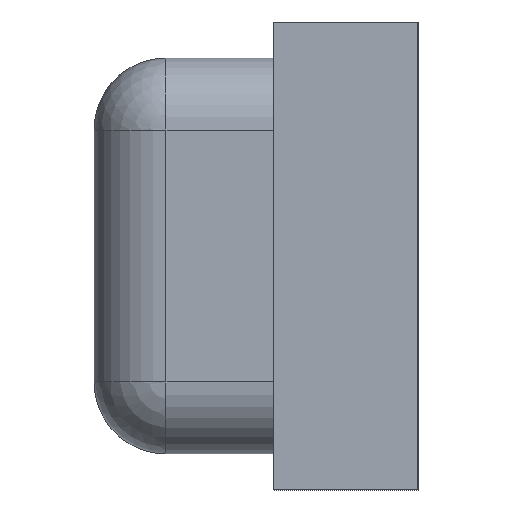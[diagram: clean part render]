
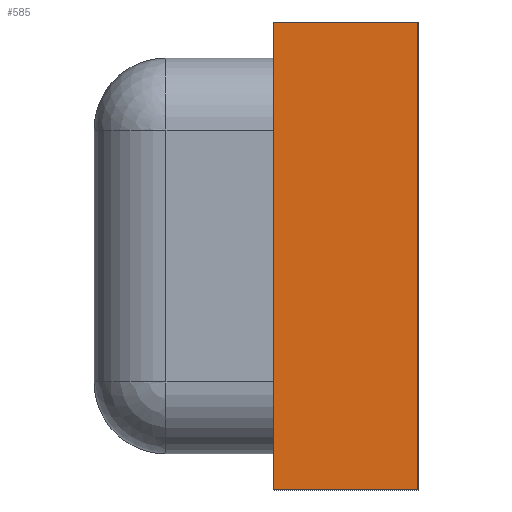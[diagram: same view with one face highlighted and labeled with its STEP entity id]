
A CAD part, left-side view. The second image highlights one B-rep face of the part: STEP entity #585.
In plain terms, the highlighted planar face has unit normal (-1, 0, 0).
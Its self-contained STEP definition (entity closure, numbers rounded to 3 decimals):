
#66 = EDGE_CURVE ( 'NONE', #1372, #635, #609, .T. ) ;
#82 = CARTESIAN_POINT ( 'NONE',  ( -1.6, -0.4, 0.65 ) ) ;
#137 = DIRECTION ( 'NONE',  ( 0., 1., 0. ) ) ;
#146 = VECTOR ( 'NONE', #558, 1000. ) ;
#223 = CARTESIAN_POINT ( 'NONE',  ( -1.6, -0.4, -0.65 ) ) ;
#299 = EDGE_CURVE ( 'NONE', #635, #848, #420, .T. ) ;
#387 = LINE ( 'NONE', #1428, #595 ) ;
#420 = LINE ( 'NONE', #1088, #1168 ) ;
#447 = EDGE_CURVE ( 'NONE', #1372, #772, #475, .T. ) ;
#475 = LINE ( 'NONE', #223, #146 ) ;
#554 = EDGE_CURVE ( 'NONE', #772, #848, #387, .T. ) ;
#557 = VECTOR ( 'NONE', #596, 1000. ) ;
#558 = DIRECTION ( 'NONE',  ( 0., 1., 0. ) ) ;
#585 = ADVANCED_FACE ( 'NONE', ( #604 ), #590, .T. ) ;
#590 = PLANE ( 'NONE',  #1284 ) ;
#595 = VECTOR ( 'NONE', #1195, 1000. ) ;
#596 = DIRECTION ( 'NONE',  ( 0., 0., 1. ) ) ;
#597 = CARTESIAN_POINT ( 'NONE',  ( -1.6, -0.4, -0.65 ) ) ;
#604 = FACE_OUTER_BOUND ( 'NONE', #636, .T. ) ;
#609 = LINE ( 'NONE', #597, #557 ) ;
#634 = ORIENTED_EDGE ( 'NONE', *, *, #554, .F. ) ;
#635 = VERTEX_POINT ( 'NONE', #82 ) ;
#636 = EDGE_LOOP ( 'NONE', ( #634, #1219, #1185, #1042 ) ) ;
#667 = CARTESIAN_POINT ( 'NONE',  ( -1.6, -0.4, -0.65 ) ) ;
#772 = VERTEX_POINT ( 'NONE', #1426 ) ;
#848 = VERTEX_POINT ( 'NONE', #1098 ) ;
#858 = DIRECTION ( 'NONE',  ( -1., 0., 0. ) ) ;
#1042 = ORIENTED_EDGE ( 'NONE', *, *, #299, .T. ) ;
#1051 = DIRECTION ( 'NONE',  ( 0., 0., 1. ) ) ;
#1088 = CARTESIAN_POINT ( 'NONE',  ( -1.6, -0.4, 0.65 ) ) ;
#1098 = CARTESIAN_POINT ( 'NONE',  ( -1.6, 0., 0.65 ) ) ;
#1168 = VECTOR ( 'NONE', #137, 1000. ) ;
#1185 = ORIENTED_EDGE ( 'NONE', *, *, #66, .T. ) ;
#1195 = DIRECTION ( 'NONE',  ( 0., 0., 1. ) ) ;
#1219 = ORIENTED_EDGE ( 'NONE', *, *, #447, .F. ) ;
#1284 = AXIS2_PLACEMENT_3D ( 'NONE', #1307, #858, #1051 ) ;
#1307 = CARTESIAN_POINT ( 'NONE',  ( -1.6, -0.4, -0.65 ) ) ;
#1372 = VERTEX_POINT ( 'NONE', #667 ) ;
#1426 = CARTESIAN_POINT ( 'NONE',  ( -1.6, 0., -0.65 ) ) ;
#1428 = CARTESIAN_POINT ( 'NONE',  ( -1.6, 0., -0.65 ) ) ;
